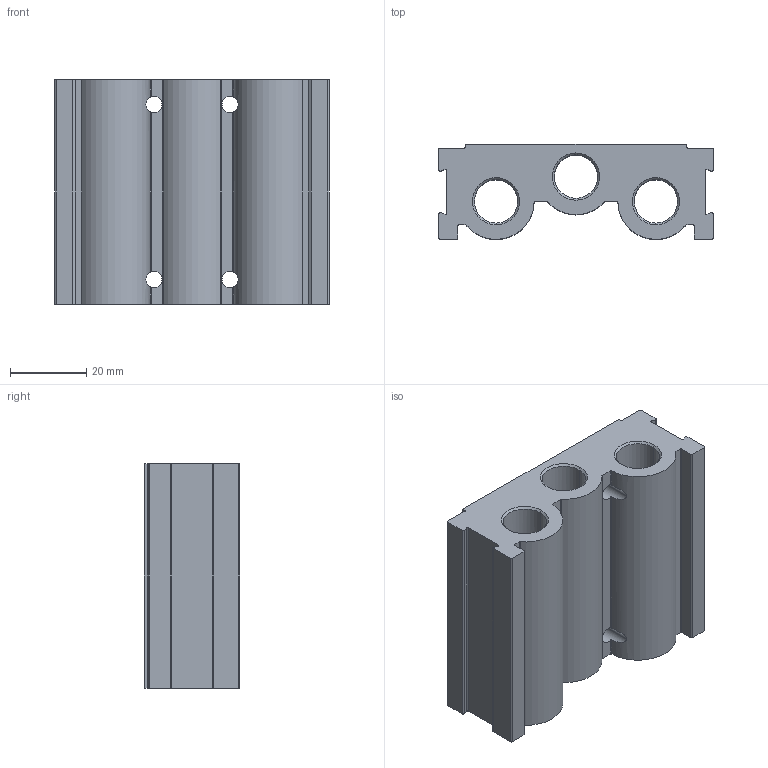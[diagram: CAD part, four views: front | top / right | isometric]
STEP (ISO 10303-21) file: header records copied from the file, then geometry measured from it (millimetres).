
FILE_DESCRIPTION (( 'STEP AP203' ), '1' );
FILE_NAME ('SCB41-D-02.STEP', '2016-05-09T07:51:36', ( '' ), ( '' ), 'SwSTEP 2.0', 'SolidWorks 2008', '' );
FILE_SCHEMA (( 'CONFIG_CONTROL_DESIGN' ));
Length unit declared in the file: millimetre
Products named in the file (1): SCB41-D-02
Bounding box: 72 x 25 x 59 mm (x, y, z)
Volume: 65091.7 mm3; surface area: 23564.6 mm2
Topology: 1 solids, 1 shells, 118 faces, 340 edges, 220 vertices
Faces by surface type: cylinder 65, plane 33, cone 20
Entity records: 4587 total; most frequent: CARTESIAN_POINT 1283, DIRECTION 696, ORIENTED_EDGE 680, EDGE_CURVE 340, AXIS2_PLACEMENT_3D 265, VERTEX_POINT 220, VECTOR 166, LINE 166
